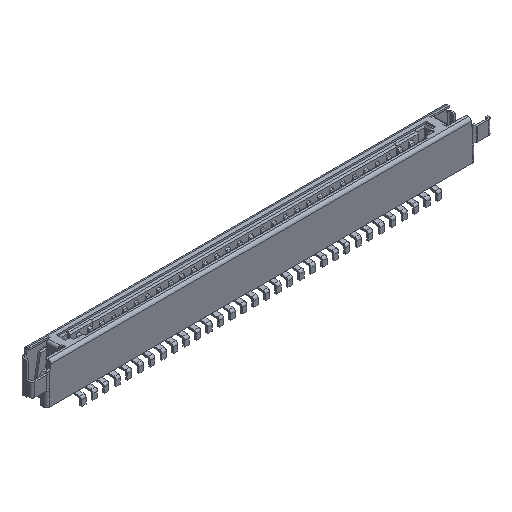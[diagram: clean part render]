
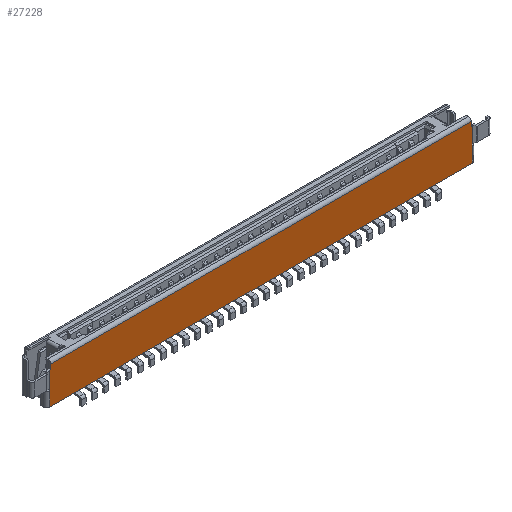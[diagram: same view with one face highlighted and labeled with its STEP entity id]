
A CAD part, isometric view. The second image highlights one B-rep face of the part: STEP entity #27228.
In plain terms, the highlighted planar face has unit normal (0, -1, 0).
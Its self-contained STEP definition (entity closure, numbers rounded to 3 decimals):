
#1996 = LINE ( 'NONE', #39423, #27483 ) ;
#2895 = LINE ( 'NONE', #50182, #47226 ) ;
#3465 = CARTESIAN_POINT ( 'NONE',  ( -18.413, -1.18, 1.6 ) ) ;
#4134 = LINE ( 'NONE', #25125, #14167 ) ;
#4259 = DIRECTION ( 'NONE',  ( 0., 0., -1. ) ) ;
#4400 = LINE ( 'NONE', #11258, #7736 ) ;
#5000 = VECTOR ( 'NONE', #53069, 1000. ) ;
#5398 = CARTESIAN_POINT ( 'NONE',  ( 18.413, -1.18, 1.6 ) ) ;
#5713 = ORIENTED_EDGE ( 'NONE', *, *, #39436, .F. ) ;
#6906 = VECTOR ( 'NONE', #46807, 1000. ) ;
#7736 = VECTOR ( 'NONE', #41287, 1000. ) ;
#8027 = EDGE_CURVE ( 'NONE', #17934, #8305, #26227, .T. ) ;
#8156 = CARTESIAN_POINT ( 'NONE',  ( -18.325, -1.18, -1.2 ) ) ;
#8296 = CARTESIAN_POINT ( 'NONE',  ( -18.325, -1.18, 2. ) ) ;
#8305 = VERTEX_POINT ( 'NONE', #27166 ) ;
#8387 = PLANE ( 'NONE',  #22995 ) ;
#9375 = DIRECTION ( 'NONE',  ( -1., 0., 0. ) ) ;
#9842 = CARTESIAN_POINT ( 'NONE',  ( -18.425, -1.18, 0.25 ) ) ;
#10257 = ORIENTED_EDGE ( 'NONE', *, *, #23259, .T. ) ;
#10488 = CARTESIAN_POINT ( 'NONE',  ( 18.425, -1.18, 0.25 ) ) ;
#10955 = VECTOR ( 'NONE', #49440, 1000. ) ;
#11258 = CARTESIAN_POINT ( 'NONE',  ( 18.325, -1.18, -1.2 ) ) ;
#11327 = EDGE_CURVE ( 'NONE', #54521, #33442, #43868, .T. ) ;
#11480 = EDGE_CURVE ( 'NONE', #32043, #41551, #2895, .T. ) ;
#11652 = VECTOR ( 'NONE', #30256, 1000. ) ;
#12390 = DIRECTION ( 'NONE',  ( 0., 0., 1. ) ) ;
#13789 = EDGE_CURVE ( 'NONE', #22613, #41720, #33483, .T. ) ;
#14147 = DIRECTION ( 'NONE',  ( 1., 0., 0. ) ) ;
#14167 = VECTOR ( 'NONE', #55200, 1000. ) ;
#16512 = VERTEX_POINT ( 'NONE', #53444 ) ;
#16696 = CARTESIAN_POINT ( 'NONE',  ( 18.425, -1.18, 0.05 ) ) ;
#17560 = EDGE_LOOP ( 'NONE', ( #52435, #10257, #30335, #22478, #27950, #20869, #32288, #48367, #5713, #50423, #36625, #36187, #43523, #33557 ) ) ;
#17934 = VERTEX_POINT ( 'NONE', #50250 ) ;
#18265 = VECTOR ( 'NONE', #14147, 1000. ) ;
#18270 = LINE ( 'NONE', #8156, #6906 ) ;
#19409 = EDGE_CURVE ( 'NONE', #8305, #38786, #51213, .T. ) ;
#19884 = DIRECTION ( 'NONE',  ( 0., 0., -1. ) ) ;
#20345 = LINE ( 'NONE', #55317, #43214 ) ;
#20869 = ORIENTED_EDGE ( 'NONE', *, *, #31513, .F. ) ;
#21317 = EDGE_CURVE ( 'NONE', #40531, #32757, #4400, .T. ) ;
#21804 = EDGE_CURVE ( 'NONE', #22613, #38786, #29163, .T. ) ;
#22139 = EDGE_CURVE ( 'NONE', #37527, #32043, #20345, .T. ) ;
#22478 = ORIENTED_EDGE ( 'NONE', *, *, #36062, .T. ) ;
#22613 = VERTEX_POINT ( 'NONE', #3465 ) ;
#22995 = AXIS2_PLACEMENT_3D ( 'NONE', #55696, #29961, #4259 ) ;
#23259 = EDGE_CURVE ( 'NONE', #40531, #33442, #4134, .T. ) ;
#23595 = CARTESIAN_POINT ( 'NONE',  ( 18.325, -1.18, 2. ) ) ;
#23710 = CARTESIAN_POINT ( 'NONE',  ( 18.425, -1.18, 0.25 ) ) ;
#23943 = CARTESIAN_POINT ( 'NONE',  ( -18.413, -1.18, 0.25 ) ) ;
#24821 = CARTESIAN_POINT ( 'NONE',  ( -18.425, -1.18, -1.2 ) ) ;
#24905 = EDGE_CURVE ( 'NONE', #17934, #32757, #47655, .T. ) ;
#25125 = CARTESIAN_POINT ( 'NONE',  ( 18.425, -1.18, -1.2 ) ) ;
#25909 = CARTESIAN_POINT ( 'NONE',  ( 18.413, -1.18, 1.45 ) ) ;
#26170 = CARTESIAN_POINT ( 'NONE',  ( 18.425, -1.18, -1.2 ) ) ;
#26227 = LINE ( 'NONE', #42427, #35003 ) ;
#26335 = DIRECTION ( 'NONE',  ( 1., 0., 0. ) ) ;
#27166 = CARTESIAN_POINT ( 'NONE',  ( -18.425, -1.18, 0.25 ) ) ;
#27228 = ADVANCED_FACE ( 'NONE', ( #47723 ), #8387, .T. ) ;
#27483 = VECTOR ( 'NONE', #9375, 1000. ) ;
#27950 = ORIENTED_EDGE ( 'NONE', *, *, #46866, .F. ) ;
#29163 = LINE ( 'NONE', #48747, #5000 ) ;
#29961 = DIRECTION ( 'NONE',  ( 0., -1., 0. ) ) ;
#30256 = DIRECTION ( 'NONE',  ( 0., 0., -1. ) ) ;
#30335 = ORIENTED_EDGE ( 'NONE', *, *, #11327, .F. ) ;
#31513 = EDGE_CURVE ( 'NONE', #37527, #34838, #49943, .T. ) ;
#32043 = VERTEX_POINT ( 'NONE', #23595 ) ;
#32288 = ORIENTED_EDGE ( 'NONE', *, *, #22139, .T. ) ;
#32757 = VERTEX_POINT ( 'NONE', #24821 ) ;
#33442 = VERTEX_POINT ( 'NONE', #16696 ) ;
#33483 = LINE ( 'NONE', #52083, #46258 ) ;
#33557 = ORIENTED_EDGE ( 'NONE', *, *, #24905, .T. ) ;
#33879 = DIRECTION ( 'NONE',  ( 0., 0., 1. ) ) ;
#34134 = DIRECTION ( 'NONE',  ( 1., 0., 0. ) ) ;
#34511 = LINE ( 'NONE', #25909, #11652 ) ;
#34838 = VERTEX_POINT ( 'NONE', #5398 ) ;
#35003 = VECTOR ( 'NONE', #12390, 1000. ) ;
#36062 = EDGE_CURVE ( 'NONE', #54521, #16512, #1996, .T. ) ;
#36187 = ORIENTED_EDGE ( 'NONE', *, *, #19409, .F. ) ;
#36515 = CARTESIAN_POINT ( 'NONE',  ( 18.325, -1.18, 1.6 ) ) ;
#36625 = ORIENTED_EDGE ( 'NONE', *, *, #21804, .T. ) ;
#37043 = CARTESIAN_POINT ( 'NONE',  ( -18.425, -1.18, -1.2 ) ) ;
#37527 = VERTEX_POINT ( 'NONE', #36515 ) ;
#38559 = VECTOR ( 'NONE', #34134, 1000. ) ;
#38786 = VERTEX_POINT ( 'NONE', #23943 ) ;
#39423 = CARTESIAN_POINT ( 'NONE',  ( 18.425, -1.18, 0.25 ) ) ;
#39436 = EDGE_CURVE ( 'NONE', #41720, #41551, #18270, .T. ) ;
#40531 = VERTEX_POINT ( 'NONE', #26170 ) ;
#41287 = DIRECTION ( 'NONE',  ( -1., 0., 0. ) ) ;
#41551 = VERTEX_POINT ( 'NONE', #8296 ) ;
#41720 = VERTEX_POINT ( 'NONE', #52379 ) ;
#41737 = DIRECTION ( 'NONE',  ( -1., 0., 0. ) ) ;
#42427 = CARTESIAN_POINT ( 'NONE',  ( -18.425, -1.18, 0.05 ) ) ;
#43214 = VECTOR ( 'NONE', #33879, 1000. ) ;
#43523 = ORIENTED_EDGE ( 'NONE', *, *, #8027, .F. ) ;
#43868 = LINE ( 'NONE', #23710, #10955 ) ;
#46258 = VECTOR ( 'NONE', #26335, 1000. ) ;
#46314 = VECTOR ( 'NONE', #19884, 1000. ) ;
#46807 = DIRECTION ( 'NONE',  ( 0., 0., 1. ) ) ;
#46866 = EDGE_CURVE ( 'NONE', #34838, #16512, #34511, .T. ) ;
#47226 = VECTOR ( 'NONE', #41737, 1000. ) ;
#47655 = LINE ( 'NONE', #37043, #46314 ) ;
#47723 = FACE_OUTER_BOUND ( 'NONE', #17560, .T. ) ;
#48367 = ORIENTED_EDGE ( 'NONE', *, *, #11480, .T. ) ;
#48747 = CARTESIAN_POINT ( 'NONE',  ( -18.413, -1.18, 1.45 ) ) ;
#49440 = DIRECTION ( 'NONE',  ( 0., 0., -1. ) ) ;
#49943 = LINE ( 'NONE', #51215, #38559 ) ;
#50182 = CARTESIAN_POINT ( 'NONE',  ( 18.325, -1.18, 2. ) ) ;
#50250 = CARTESIAN_POINT ( 'NONE',  ( -18.425, -1.18, 0.05 ) ) ;
#50423 = ORIENTED_EDGE ( 'NONE', *, *, #13789, .F. ) ;
#51213 = LINE ( 'NONE', #9842, #18265 ) ;
#51215 = CARTESIAN_POINT ( 'NONE',  ( 18.325, -1.18, 1.6 ) ) ;
#52083 = CARTESIAN_POINT ( 'NONE',  ( -18.325, -1.18, 1.6 ) ) ;
#52379 = CARTESIAN_POINT ( 'NONE',  ( -18.325, -1.18, 1.6 ) ) ;
#52435 = ORIENTED_EDGE ( 'NONE', *, *, #21317, .F. ) ;
#53069 = DIRECTION ( 'NONE',  ( 0., 0., -1. ) ) ;
#53444 = CARTESIAN_POINT ( 'NONE',  ( 18.413, -1.18, 0.25 ) ) ;
#54521 = VERTEX_POINT ( 'NONE', #10488 ) ;
#55200 = DIRECTION ( 'NONE',  ( 0., 0., 1. ) ) ;
#55317 = CARTESIAN_POINT ( 'NONE',  ( 18.325, -1.18, -1.2 ) ) ;
#55696 = CARTESIAN_POINT ( 'NONE',  ( 18.325, -1.18, -1.2 ) ) ;
